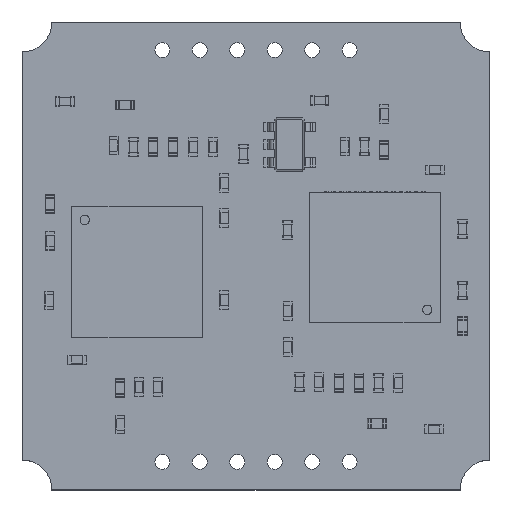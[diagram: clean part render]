
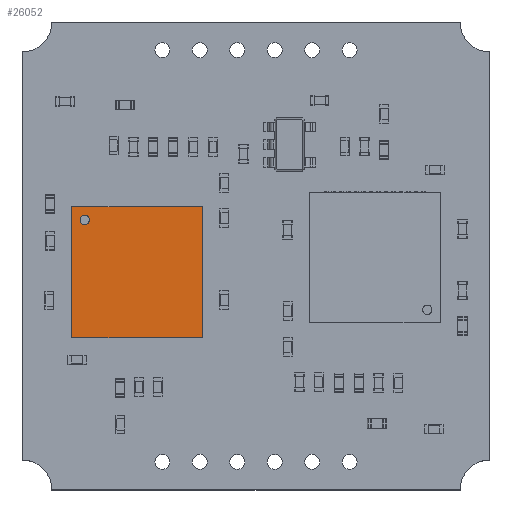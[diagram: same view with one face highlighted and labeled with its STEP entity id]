
A CAD part, top view. The second image highlights one B-rep face of the part: STEP entity #26052.
In plain terms, the highlighted free-form (B-spline) face has degree [1, 1] with [2, 2] control points.
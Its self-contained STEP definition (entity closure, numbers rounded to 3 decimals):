
#3992 = B_SPLINE_SURFACE_WITH_KNOTS('',1,1,(
    (#3993,#3994)
    ,(#3995,#3996
    )),.UNSPECIFIED.,.F.,.F.,.F.,(2,2),(2,2),(0.,0.9),(-6.98,0.),
  .PIECEWISE_BEZIER_KNOTS.);
#3993 = CARTESIAN_POINT('',(3.49,3.49,0.02));
#3994 = CARTESIAN_POINT('',(-3.49,3.49,0.02));
#3995 = CARTESIAN_POINT('',(3.49,3.49,0.92));
#3996 = CARTESIAN_POINT('',(-3.49,3.49,0.92));
#4246 = B_SPLINE_SURFACE_WITH_KNOTS('',1,1,(
    (#4247,#4248)
    ,(#4249,#4250
    )),.UNSPECIFIED.,.F.,.F.,.F.,(2,2),(2,2),(0.,0.9),(0.,6.98),
  .PIECEWISE_BEZIER_KNOTS.);
#4247 = CARTESIAN_POINT('',(-3.49,3.49,0.02));
#4248 = CARTESIAN_POINT('',(-3.49,-3.49,0.02));
#4249 = CARTESIAN_POINT('',(-3.49,3.49,0.92));
#4250 = CARTESIAN_POINT('',(-3.49,-3.49,0.92));
#5811 = B_SPLINE_SURFACE_WITH_KNOTS('',1,1,(
    (#5812,#5813)
    ,(#5814,#5815
    )),.UNSPECIFIED.,.F.,.F.,.F.,(2,2),(2,2),(0.,0.9),(-6.98,0.),
  .PIECEWISE_BEZIER_KNOTS.);
#5812 = CARTESIAN_POINT('',(3.49,-3.49,0.02));
#5813 = CARTESIAN_POINT('',(-3.49,-3.49,0.02));
#5814 = CARTESIAN_POINT('',(3.49,-3.49,0.92));
#5815 = CARTESIAN_POINT('',(-3.49,-3.49,0.92));
#7376 = B_SPLINE_SURFACE_WITH_KNOTS('',1,1,(
    (#7377,#7378)
    ,(#7379,#7380
    )),.UNSPECIFIED.,.F.,.F.,.F.,(2,2),(2,2),(0.,0.9),(0.,6.98),
  .PIECEWISE_BEZIER_KNOTS.);
#7377 = CARTESIAN_POINT('',(3.49,3.49,0.02));
#7378 = CARTESIAN_POINT('',(3.49,-3.49,0.02));
#7379 = CARTESIAN_POINT('',(3.49,3.49,0.92));
#7380 = CARTESIAN_POINT('',(3.49,-3.49,0.92));
#10506 = EDGE_CURVE('',#10507,#10509,#10511,.T.);
#10507 = VERTEX_POINT('',#10508);
#10508 = CARTESIAN_POINT('',(-3.49,3.49,0.92));
#10509 = VERTEX_POINT('',#10510);
#10510 = CARTESIAN_POINT('',(3.49,3.49,0.92));
#10511 = SURFACE_CURVE('',#10512,(#10515,#10521),.PCURVE_S1.);
#10512 = B_SPLINE_CURVE_WITH_KNOTS('',1,(#10513,#10514),.UNSPECIFIED.,
  .F.,.F.,(2,2),(0.,6.98),.PIECEWISE_BEZIER_KNOTS.);
#10513 = CARTESIAN_POINT('',(-3.49,3.49,0.92));
#10514 = CARTESIAN_POINT('',(3.49,3.49,0.92));
#10515 = PCURVE('',#3992,#10516);
#10516 = DEFINITIONAL_REPRESENTATION('',(#10517),#10520);
#10517 = B_SPLINE_CURVE_WITH_KNOTS('',1,(#10518,#10519),.UNSPECIFIED.,
  .F.,.F.,(2,2),(0.,6.98),.PIECEWISE_BEZIER_KNOTS.);
#10518 = CARTESIAN_POINT('',(0.9,0.));
#10519 = CARTESIAN_POINT('',(0.9,-6.98));
#10520 = ( GEOMETRIC_REPRESENTATION_CONTEXT(2) 
PARAMETRIC_REPRESENTATION_CONTEXT() REPRESENTATION_CONTEXT('2D SPACE',''
  ) );
#10521 = PCURVE('',#10522,#10527);
#10522 = B_SPLINE_SURFACE_WITH_KNOTS('',1,1,(
    (#10523,#10524)
    ,(#10525,#10526
    )),.UNSPECIFIED.,.F.,.F.,.F.,(2,2),(2,2),(0.,6.98),
  (0.,6.98),.PIECEWISE_BEZIER_KNOTS.);
#10523 = CARTESIAN_POINT('',(-3.49,3.49,0.92));
#10524 = CARTESIAN_POINT('',(3.49,3.49,0.92));
#10525 = CARTESIAN_POINT('',(-3.49,-3.49,0.92));
#10526 = CARTESIAN_POINT('',(3.49,-3.49,0.92));
#10527 = DEFINITIONAL_REPRESENTATION('',(#10528),#10531);
#10528 = B_SPLINE_CURVE_WITH_KNOTS('',1,(#10529,#10530),.UNSPECIFIED.,
  .F.,.F.,(2,2),(0.,6.98),.PIECEWISE_BEZIER_KNOTS.);
#10529 = CARTESIAN_POINT('',(0.,0.));
#10530 = CARTESIAN_POINT('',(0.,6.98));
#10531 = ( GEOMETRIC_REPRESENTATION_CONTEXT(2) 
PARAMETRIC_REPRESENTATION_CONTEXT() REPRESENTATION_CONTEXT('2D SPACE',''
  ) );
#11435 = EDGE_CURVE('',#10507,#11436,#11438,.T.);
#11436 = VERTEX_POINT('',#11437);
#11437 = CARTESIAN_POINT('',(-3.49,-3.49,0.92));
#11438 = SURFACE_CURVE('',#11439,(#11442,#11448),.PCURVE_S1.);
#11439 = B_SPLINE_CURVE_WITH_KNOTS('',1,(#11440,#11441),.UNSPECIFIED.,
  .F.,.F.,(2,2),(0.,6.98),.PIECEWISE_BEZIER_KNOTS.);
#11440 = CARTESIAN_POINT('',(-3.49,3.49,0.92));
#11441 = CARTESIAN_POINT('',(-3.49,-3.49,0.92));
#11442 = PCURVE('',#4246,#11443);
#11443 = DEFINITIONAL_REPRESENTATION('',(#11444),#11447);
#11444 = B_SPLINE_CURVE_WITH_KNOTS('',1,(#11445,#11446),.UNSPECIFIED.,
  .F.,.F.,(2,2),(0.,6.98),.PIECEWISE_BEZIER_KNOTS.);
#11445 = CARTESIAN_POINT('',(0.9,0.));
#11446 = CARTESIAN_POINT('',(0.9,6.98));
#11447 = ( GEOMETRIC_REPRESENTATION_CONTEXT(2) 
PARAMETRIC_REPRESENTATION_CONTEXT() REPRESENTATION_CONTEXT('2D SPACE',''
  ) );
#11448 = PCURVE('',#10522,#11449);
#11449 = DEFINITIONAL_REPRESENTATION('',(#11450),#11453);
#11450 = B_SPLINE_CURVE_WITH_KNOTS('',1,(#11451,#11452),.UNSPECIFIED.,
  .F.,.F.,(2,2),(0.,6.98),.PIECEWISE_BEZIER_KNOTS.);
#11451 = CARTESIAN_POINT('',(0.,0.));
#11452 = CARTESIAN_POINT('',(6.98,0.));
#11453 = ( GEOMETRIC_REPRESENTATION_CONTEXT(2) 
PARAMETRIC_REPRESENTATION_CONTEXT() REPRESENTATION_CONTEXT('2D SPACE',''
  ) );
#18071 = EDGE_CURVE('',#10509,#18072,#18074,.T.);
#18072 = VERTEX_POINT('',#18073);
#18073 = CARTESIAN_POINT('',(3.49,-3.49,0.92));
#18074 = SURFACE_CURVE('',#18075,(#18078,#18084),.PCURVE_S1.);
#18075 = B_SPLINE_CURVE_WITH_KNOTS('',1,(#18076,#18077),.UNSPECIFIED.,
  .F.,.F.,(2,2),(0.,6.98),.PIECEWISE_BEZIER_KNOTS.);
#18076 = CARTESIAN_POINT('',(3.49,3.49,0.92));
#18077 = CARTESIAN_POINT('',(3.49,-3.49,0.92));
#18078 = PCURVE('',#7376,#18079);
#18079 = DEFINITIONAL_REPRESENTATION('',(#18080),#18083);
#18080 = B_SPLINE_CURVE_WITH_KNOTS('',1,(#18081,#18082),.UNSPECIFIED.,
  .F.,.F.,(2,2),(0.,6.98),.PIECEWISE_BEZIER_KNOTS.);
#18081 = CARTESIAN_POINT('',(0.9,0.));
#18082 = CARTESIAN_POINT('',(0.9,6.98));
#18083 = ( GEOMETRIC_REPRESENTATION_CONTEXT(2) 
PARAMETRIC_REPRESENTATION_CONTEXT() REPRESENTATION_CONTEXT('2D SPACE',''
  ) );
#18084 = PCURVE('',#10522,#18085);
#18085 = DEFINITIONAL_REPRESENTATION('',(#18086),#18089);
#18086 = B_SPLINE_CURVE_WITH_KNOTS('',1,(#18087,#18088),.UNSPECIFIED.,
  .F.,.F.,(2,2),(0.,6.98),.PIECEWISE_BEZIER_KNOTS.);
#18087 = CARTESIAN_POINT('',(0.,6.98));
#18088 = CARTESIAN_POINT('',(6.98,6.98));
#18089 = ( GEOMETRIC_REPRESENTATION_CONTEXT(2) 
PARAMETRIC_REPRESENTATION_CONTEXT() REPRESENTATION_CONTEXT('2D SPACE',''
  ) );
#19008 = EDGE_CURVE('',#11436,#18072,#19009,.T.);
#19009 = SURFACE_CURVE('',#19010,(#19013,#19019),.PCURVE_S1.);
#19010 = B_SPLINE_CURVE_WITH_KNOTS('',1,(#19011,#19012),.UNSPECIFIED.,
  .F.,.F.,(2,2),(0.,6.98),.PIECEWISE_BEZIER_KNOTS.);
#19011 = CARTESIAN_POINT('',(-3.49,-3.49,0.92));
#19012 = CARTESIAN_POINT('',(3.49,-3.49,0.92));
#19013 = PCURVE('',#5811,#19014);
#19014 = DEFINITIONAL_REPRESENTATION('',(#19015),#19018);
#19015 = B_SPLINE_CURVE_WITH_KNOTS('',1,(#19016,#19017),.UNSPECIFIED.,
  .F.,.F.,(2,2),(0.,6.98),.PIECEWISE_BEZIER_KNOTS.);
#19016 = CARTESIAN_POINT('',(0.9,0.));
#19017 = CARTESIAN_POINT('',(0.9,-6.98));
#19018 = ( GEOMETRIC_REPRESENTATION_CONTEXT(2) 
PARAMETRIC_REPRESENTATION_CONTEXT() REPRESENTATION_CONTEXT('2D SPACE',''
  ) );
#19019 = PCURVE('',#10522,#19020);
#19020 = DEFINITIONAL_REPRESENTATION('',(#19021),#19024);
#19021 = B_SPLINE_CURVE_WITH_KNOTS('',1,(#19022,#19023),.UNSPECIFIED.,
  .F.,.F.,(2,2),(0.,6.98),.PIECEWISE_BEZIER_KNOTS.);
#19022 = CARTESIAN_POINT('',(6.98,0.));
#19023 = CARTESIAN_POINT('',(6.98,6.98));
#19024 = ( GEOMETRIC_REPRESENTATION_CONTEXT(2) 
PARAMETRIC_REPRESENTATION_CONTEXT() REPRESENTATION_CONTEXT('2D SPACE',''
  ) );
#26052 = ADVANCED_FACE('',(#26053,#26059),#10522,.T.);
#26053 = FACE_BOUND('',#26054,.T.);
#26054 = EDGE_LOOP('',(#26055,#26056,#26057,#26058));
#26055 = ORIENTED_EDGE('',*,*,#10506,.F.);
#26056 = ORIENTED_EDGE('',*,*,#11435,.T.);
#26057 = ORIENTED_EDGE('',*,*,#19008,.T.);
#26058 = ORIENTED_EDGE('',*,*,#18071,.F.);
#26059 = FACE_BOUND('',#26060,.T.);
#26060 = EDGE_LOOP('',(#26061));
#26061 = ORIENTED_EDGE('',*,*,#26062,.T.);
#26062 = EDGE_CURVE('',#26063,#26063,#26065,.T.);
#26063 = VERTEX_POINT('',#26064);
#26064 = CARTESIAN_POINT('',(-2.8,2.55,0.92));
#26065 = SURFACE_CURVE('',#26066,(#26074,#26085),.PCURVE_S1.);
#26066 = ( BOUNDED_CURVE() B_SPLINE_CURVE(2,(#26067,#26068,#26069,#26070
    ,#26071,#26072,#26073),.UNSPECIFIED.,.T.,.F.) 
B_SPLINE_CURVE_WITH_KNOTS((1,2,2,2,2,1),(-2.094,0.,
    2.094,4.189,6.283,8.378),
.UNSPECIFIED.) CURVE() GEOMETRIC_REPRESENTATION_ITEM() 
RATIONAL_B_SPLINE_CURVE((1.,0.5,1.,0.5,1.,0.5,1.)) REPRESENTATION_ITEM(
  '') );
#26067 = CARTESIAN_POINT('',(-2.8,2.55,0.92));
#26068 = CARTESIAN_POINT('',(-3.233,2.55,0.92));
#26069 = CARTESIAN_POINT('',(-3.017,2.925,0.92));
#26070 = CARTESIAN_POINT('',(-2.8,3.3,0.92));
#26071 = CARTESIAN_POINT('',(-2.583,2.925,0.92));
#26072 = CARTESIAN_POINT('',(-2.367,2.55,0.92));
#26073 = CARTESIAN_POINT('',(-2.8,2.55,0.92));
#26074 = PCURVE('',#10522,#26075);
#26075 = DEFINITIONAL_REPRESENTATION('',(#26076),#26084);
#26076 = ( BOUNDED_CURVE() B_SPLINE_CURVE(2,(#26077,#26078,#26079,#26080
    ,#26081,#26082,#26083),.UNSPECIFIED.,.T.,.F.) 
B_SPLINE_CURVE_WITH_KNOTS((3,2,2,3),(0.,2.094,4.189,
6.283),.PIECEWISE_BEZIER_KNOTS.) CURVE() 
GEOMETRIC_REPRESENTATION_ITEM() RATIONAL_B_SPLINE_CURVE((1.,0.5,1.,0.5,
1.,0.5,1.)) REPRESENTATION_ITEM('') );
#26077 = CARTESIAN_POINT('',(0.94,0.69));
#26078 = CARTESIAN_POINT('',(0.94,0.257));
#26079 = CARTESIAN_POINT('',(0.565,0.473));
#26080 = CARTESIAN_POINT('',(0.19,0.69));
#26081 = CARTESIAN_POINT('',(0.565,0.907));
#26082 = CARTESIAN_POINT('',(0.94,1.123));
#26083 = CARTESIAN_POINT('',(0.94,0.69));
#26084 = ( GEOMETRIC_REPRESENTATION_CONTEXT(2) 
PARAMETRIC_REPRESENTATION_CONTEXT() REPRESENTATION_CONTEXT('2D SPACE',''
  ) );
#26085 = PCURVE('',#26086,#26101);
#26086 = ( BOUNDED_SURFACE() B_SPLINE_SURFACE(2,1,(
    (#26087,#26088)
    ,(#26089,#26090)
    ,(#26091,#26092)
    ,(#26093,#26094)
    ,(#26095,#26096)
    ,(#26097,#26098)
    ,(#26099,#26100
)),.UNSPECIFIED.,.T.,.F.,.F.) B_SPLINE_SURFACE_WITH_KNOTS((1,2,2,2,2,1),
  (2,2),(-2.094,0.,2.094,4.189,6.283,
    8.378),(0.01,0.02),.UNSPECIFIED.) 
GEOMETRIC_REPRESENTATION_ITEM() RATIONAL_B_SPLINE_SURFACE((
    (1.,1.)
    ,(0.5,0.5)
    ,(1.,1.)
    ,(0.5,0.5)
    ,(1.,1.)
    ,(0.5,0.5)
,(1.,1.))) REPRESENTATION_ITEM('') SURFACE() );
#26087 = CARTESIAN_POINT('',(-2.8,2.55,0.92));
#26088 = CARTESIAN_POINT('',(-2.8,2.55,0.91));
#26089 = CARTESIAN_POINT('',(-3.233,2.55,0.92));
#26090 = CARTESIAN_POINT('',(-3.233,2.55,0.91));
#26091 = CARTESIAN_POINT('',(-3.017,2.925,0.92));
#26092 = CARTESIAN_POINT('',(-3.017,2.925,0.91));
#26093 = CARTESIAN_POINT('',(-2.8,3.3,0.92));
#26094 = CARTESIAN_POINT('',(-2.8,3.3,0.91));
#26095 = CARTESIAN_POINT('',(-2.583,2.925,0.92));
#26096 = CARTESIAN_POINT('',(-2.583,2.925,0.91));
#26097 = CARTESIAN_POINT('',(-2.367,2.55,0.92));
#26098 = CARTESIAN_POINT('',(-2.367,2.55,0.91));
#26099 = CARTESIAN_POINT('',(-2.8,2.55,0.92));
#26100 = CARTESIAN_POINT('',(-2.8,2.55,0.91));
#26101 = DEFINITIONAL_REPRESENTATION('',(#26102),#26110);
#26102 = B_SPLINE_CURVE_WITH_KNOTS('',2,(#26103,#26104,#26105,#26106,
    #26107,#26108,#26109),.UNSPECIFIED.,.F.,.F.,(3,2,2,3),(0.,
    2.094,4.189,6.283),
  .PIECEWISE_BEZIER_KNOTS.);
#26103 = CARTESIAN_POINT('',(0.,0.01));
#26104 = CARTESIAN_POINT('',(1.047,0.01));
#26105 = CARTESIAN_POINT('',(2.094,0.01));
#26106 = CARTESIAN_POINT('',(3.142,0.01));
#26107 = CARTESIAN_POINT('',(4.189,0.01));
#26108 = CARTESIAN_POINT('',(5.236,0.01));
#26109 = CARTESIAN_POINT('',(6.283,0.01));
#26110 = ( GEOMETRIC_REPRESENTATION_CONTEXT(2) 
PARAMETRIC_REPRESENTATION_CONTEXT() REPRESENTATION_CONTEXT('2D SPACE',''
  ) );
